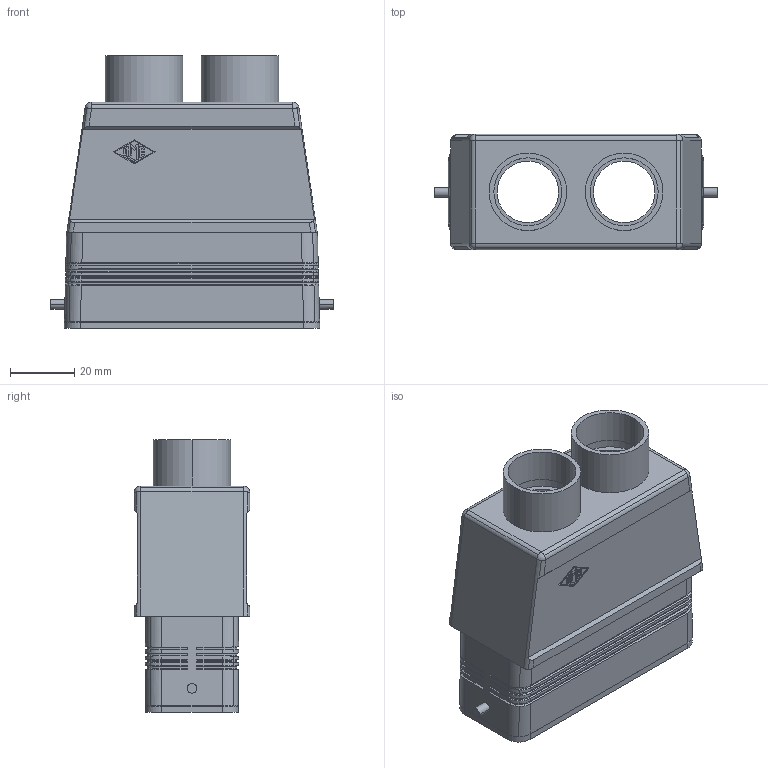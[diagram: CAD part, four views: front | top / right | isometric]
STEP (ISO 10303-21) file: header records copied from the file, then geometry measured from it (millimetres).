
FILE_DESCRIPTION((''),'2;1');
FILE_NAME('CZAV 25 L216.stp','2007-01-02T17:42:40',('gembarski'),(''),'Autodesk Inventor 7','Autodesk Inventor 7','');
FILE_SCHEMA(('AUTOMOTIVE_DESIGN { 1 0 10303 214 1 1 1 1 }'));
Length unit declared in the file: millimetre
Products named in the file (1): CZAV 25 L216
Bounding box: 88 x 36 x 85.01 mm (x, y, z)
Volume: 67144.3 mm3; surface area: 38410.4 mm2
Topology: 4 solids, 4 shells, 392 faces, 999 edges, 620 vertices
Faces by surface type: plane 138, cylinder 128, bspline 106, cone 16, sphere 4
Entity records: 12579 total; most frequent: CARTESIAN_POINT 3402, ORIENTED_EDGE 1974, DIRECTION 1791, EDGE_CURVE 987, VECTOR 629, LINE 629, VERTEX_POINT 620, AXIS2_PLACEMENT_3D 581
